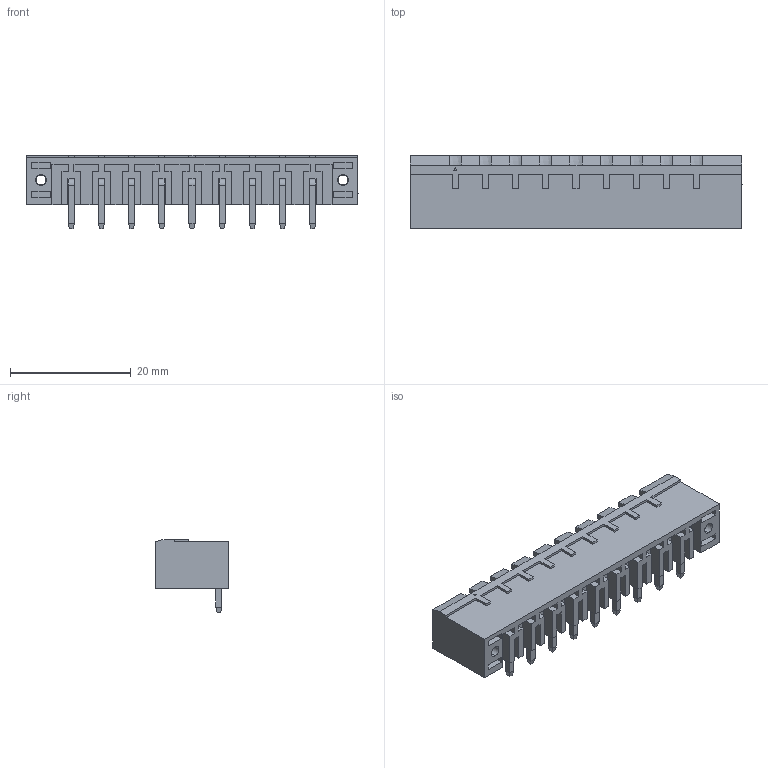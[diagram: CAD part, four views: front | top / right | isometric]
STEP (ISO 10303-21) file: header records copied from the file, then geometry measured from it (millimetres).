
FILE_DESCRIPTION (( 'STEP AP214' ), '1' );
FILE_NAME ('2EDGRM-5.0-09P-14-00AH.STEP', '2021-03-07T13:28:14', ( '' ), ( '' ), 'SwSTEP 2.0', 'SolidWorks 2020', '' );
FILE_SCHEMA (( 'AUTOMOTIVE_DESIGN' ));
Length unit declared in the file: millimetre
Products named in the file (1): 2EDGRM-5.0-09P-14-00AH
Bounding box: 55 x 12.1 x 12.2 mm (x, y, z)
Volume: 2628.2 mm3; surface area: 4775.4 mm2
Topology: 1 solids, 1 shells, 1006 faces, 2707 edges, 1748 vertices
Faces by surface type: plane 783, bspline 153, cylinder 39, cone 31
Entity records: 44655 total; most frequent: CARTESIAN_POINT 14489, ORIENTED_EDGE 5414, DIRECTION 4264, EDGE_CURVE 2707, LINE 2122, VECTOR 2122, VERTEX_POINT 1748, AXIS2_PLACEMENT_3D 1071
